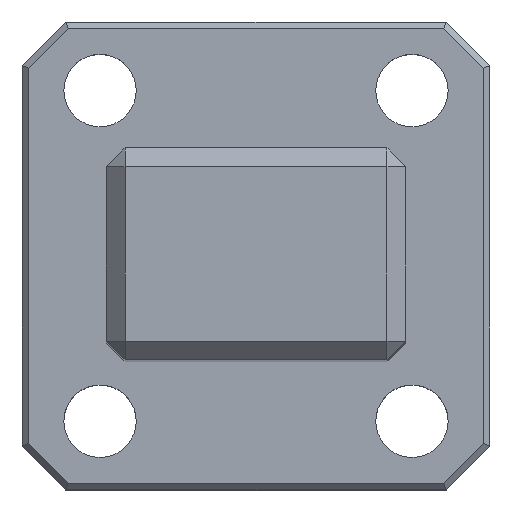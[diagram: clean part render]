
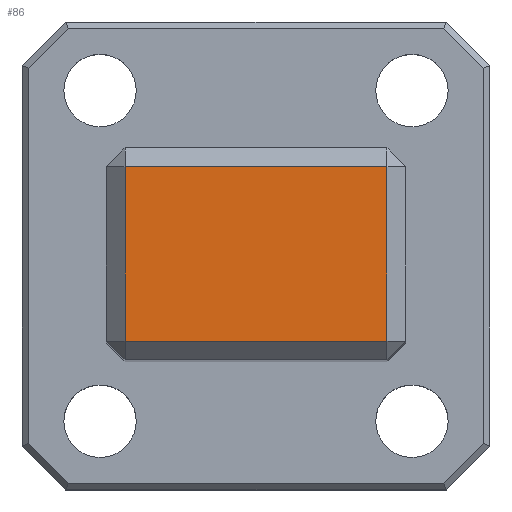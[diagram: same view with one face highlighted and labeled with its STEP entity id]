
A CAD part, top view. The second image highlights one B-rep face of the part: STEP entity #86.
In plain terms, the highlighted planar face has unit normal (0, 0, 1).
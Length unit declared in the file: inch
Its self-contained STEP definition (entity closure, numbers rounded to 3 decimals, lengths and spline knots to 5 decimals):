
#29 = LINE ( 'NONE', #1110, #66 ) ;
#66 = VECTOR ( 'NONE', #256, 39.37008 ) ;
#86 = ADVANCED_FACE ( 'NONE', ( #1476 ), #1227, .T. ) ;
#127 = EDGE_CURVE ( 'NONE', #1526, #1059, #784, .T. ) ;
#183 = CARTESIAN_POINT ( 'NONE',  ( 0.21, 0.14, 2. ) ) ;
#243 = ORIENTED_EDGE ( 'NONE', *, *, #1289, .T. ) ;
#256 = DIRECTION ( 'NONE',  ( -1., 0., 0. ) ) ;
#261 = AXIS2_PLACEMENT_3D ( 'NONE', #1722, #528, #1096 ) ;
#328 = EDGE_CURVE ( 'NONE', #1181, #1712, #29, .T. ) ;
#498 = CARTESIAN_POINT ( 'NONE',  ( 0.24, -0.14, 2. ) ) ;
#516 = LINE ( 'NONE', #1472, #1457 ) ;
#528 = DIRECTION ( 'NONE',  ( 0., 0., 1. ) ) ;
#592 = CARTESIAN_POINT ( 'NONE',  ( -0.21, -0.14, 2. ) ) ;
#607 = DIRECTION ( 'NONE',  ( 0., 1., 0. ) ) ;
#747 = ORIENTED_EDGE ( 'NONE', *, *, #1299, .T. ) ;
#784 = LINE ( 'NONE', #498, #1651 ) ;
#946 = ORIENTED_EDGE ( 'NONE', *, *, #127, .T. ) ;
#1057 = DIRECTION ( 'NONE',  ( 1., 0., 0. ) ) ;
#1059 = VERTEX_POINT ( 'NONE', #1614 ) ;
#1075 = EDGE_LOOP ( 'NONE', ( #747, #946, #243, #1284 ) ) ;
#1096 = DIRECTION ( 'NONE',  ( 1., 0., 0. ) ) ;
#1110 = CARTESIAN_POINT ( 'NONE',  ( -0.24, 0.14, 2. ) ) ;
#1179 = VECTOR ( 'NONE', #1733, 39.37008 ) ;
#1181 = VERTEX_POINT ( 'NONE', #183 ) ;
#1227 = PLANE ( 'NONE',  #261 ) ;
#1284 = ORIENTED_EDGE ( 'NONE', *, *, #328, .T. ) ;
#1289 = EDGE_CURVE ( 'NONE', #1059, #1181, #516, .T. ) ;
#1299 = EDGE_CURVE ( 'NONE', #1712, #1526, #1346, .T. ) ;
#1345 = CARTESIAN_POINT ( 'NONE',  ( -0.21, 0.14, 2. ) ) ;
#1346 = LINE ( 'NONE', #1642, #1179 ) ;
#1457 = VECTOR ( 'NONE', #607, 39.37008 ) ;
#1472 = CARTESIAN_POINT ( 'NONE',  ( 0.21, 0.17, 2. ) ) ;
#1476 = FACE_OUTER_BOUND ( 'NONE', #1075, .T. ) ;
#1526 = VERTEX_POINT ( 'NONE', #592 ) ;
#1614 = CARTESIAN_POINT ( 'NONE',  ( 0.21, -0.14, 2. ) ) ;
#1642 = CARTESIAN_POINT ( 'NONE',  ( -0.21, -0.17, 2. ) ) ;
#1651 = VECTOR ( 'NONE', #1057, 39.37008 ) ;
#1712 = VERTEX_POINT ( 'NONE', #1345 ) ;
#1722 = CARTESIAN_POINT ( 'NONE',  ( 0., 0., 2. ) ) ;
#1733 = DIRECTION ( 'NONE',  ( 0., -1., 0. ) ) ;
